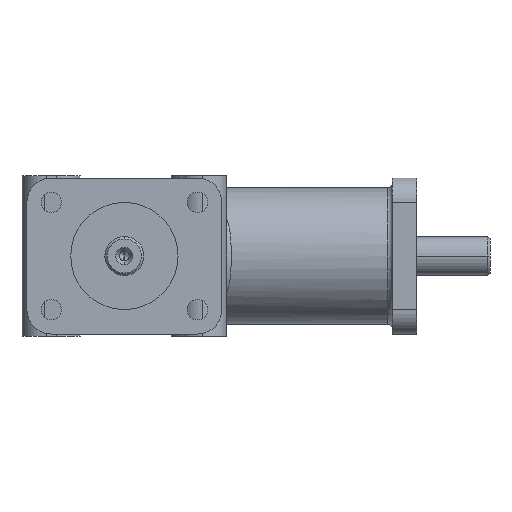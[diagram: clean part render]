
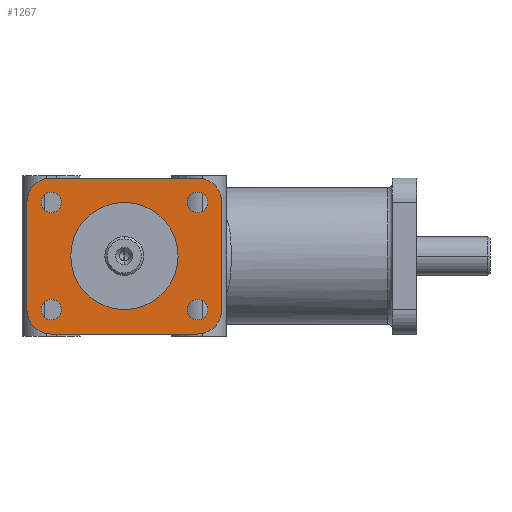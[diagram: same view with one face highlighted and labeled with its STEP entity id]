
A CAD part, left-side view. The second image highlights one B-rep face of the part: STEP entity #1267.
In plain terms, the highlighted planar face has unit normal (-1, 0, 0).
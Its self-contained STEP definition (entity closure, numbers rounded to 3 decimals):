
#1267=ADVANCED_FACE('',(#3187,#3188,#3189,#3190,#3191,#3192),#3193,.T.);
#3187=FACE_OUTER_BOUND('',#7014,.T.);
#3188=FACE_BOUND('',#7015,.T.);
#3189=FACE_BOUND('',#7016,.T.);
#3190=FACE_BOUND('',#7017,.T.);
#3191=FACE_BOUND('',#7018,.T.);
#3192=FACE_BOUND('',#7019,.T.);
#3193=PLANE('',#7020);
#7014=EDGE_LOOP('',(#15765,#15766,#15767,#15768,#15769,#15770,#15771,#15772));
#7015=EDGE_LOOP('',(#15773,#15774,#15775));
#7016=EDGE_LOOP('',(#15776,#15777,#15778));
#7017=EDGE_LOOP('',(#15779,#15780,#15781));
#7018=EDGE_LOOP('',(#15782,#15783,#15784));
#7019=EDGE_LOOP('',(#15785,#15786,#15787));
#7020=AXIS2_PLACEMENT_3D('',#15788,#15789,#15790);
#15765=ORIENTED_EDGE('',*,*,#24177,.T.);
#15766=ORIENTED_EDGE('',*,*,#25380,.T.);
#15767=ORIENTED_EDGE('',*,*,#25381,.T.);
#15768=ORIENTED_EDGE('',*,*,#25382,.T.);
#15769=ORIENTED_EDGE('',*,*,#25383,.T.);
#15770=ORIENTED_EDGE('',*,*,#24922,.T.);
#15771=ORIENTED_EDGE('',*,*,#24964,.T.);
#15772=ORIENTED_EDGE('',*,*,#25384,.T.);
#15773=ORIENTED_EDGE('',*,*,#25385,.F.);
#15774=ORIENTED_EDGE('',*,*,#25386,.F.);
#15775=ORIENTED_EDGE('',*,*,#24215,.F.);
#15776=ORIENTED_EDGE('',*,*,#25387,.F.);
#15777=ORIENTED_EDGE('',*,*,#25388,.F.);
#15778=ORIENTED_EDGE('',*,*,#25389,.F.);
#15779=ORIENTED_EDGE('',*,*,#25390,.F.);
#15780=ORIENTED_EDGE('',*,*,#25391,.F.);
#15781=ORIENTED_EDGE('',*,*,#25392,.F.);
#15782=ORIENTED_EDGE('',*,*,#25393,.F.);
#15783=ORIENTED_EDGE('',*,*,#25394,.F.);
#15784=ORIENTED_EDGE('',*,*,#25395,.F.);
#15785=ORIENTED_EDGE('',*,*,#25396,.T.);
#15786=ORIENTED_EDGE('',*,*,#25397,.T.);
#15787=ORIENTED_EDGE('',*,*,#25398,.T.);
#15788=CARTESIAN_POINT('',(-34.0,0.0,0.));
#15789=DIRECTION('',(-1.0,0.,0.0));
#15790=DIRECTION('',(0.0,0.0,1.0));
#24177=EDGE_CURVE('',#27316,#27317,#27318,.T.);
#24215=EDGE_CURVE('',#27385,#27387,#27388,.T.);
#24922=EDGE_CURVE('',#28641,#28642,#28643,.T.);
#24964=EDGE_CURVE('',#28642,#28713,#28714,.T.);
#25380=EDGE_CURVE('',#27317,#29385,#29386,.T.);
#25381=EDGE_CURVE('',#29385,#29387,#29388,.T.);
#25382=EDGE_CURVE('',#29387,#29389,#29390,.T.);
#25383=EDGE_CURVE('',#29389,#28641,#29391,.T.);
#25384=EDGE_CURVE('',#28713,#27316,#29392,.T.);
#25385=EDGE_CURVE('',#29393,#27385,#29394,.T.);
#25386=EDGE_CURVE('',#27387,#29393,#29395,.T.);
#25387=EDGE_CURVE('',#29396,#29397,#29398,.T.);
#25388=EDGE_CURVE('',#29399,#29396,#29400,.T.);
#25389=EDGE_CURVE('',#29397,#29399,#29401,.T.);
#25390=EDGE_CURVE('',#29402,#29403,#29404,.T.);
#25391=EDGE_CURVE('',#29405,#29402,#29406,.T.);
#25392=EDGE_CURVE('',#29403,#29405,#29407,.T.);
#25393=EDGE_CURVE('',#29408,#29409,#29410,.T.);
#25394=EDGE_CURVE('',#29411,#29408,#29412,.T.);
#25395=EDGE_CURVE('',#29409,#29411,#29413,.T.);
#25396=EDGE_CURVE('',#29414,#29415,#29416,.T.);
#25397=EDGE_CURVE('',#29415,#29417,#29418,.T.);
#25398=EDGE_CURVE('',#29417,#29414,#29419,.T.);
#27316=VERTEX_POINT('',#32227);
#27317=VERTEX_POINT('',#32228);
#27318=LINE('',#32229,#32230);
#27385=VERTEX_POINT('',#32327);
#27387=VERTEX_POINT('',#32330);
#27388=CIRCLE('',#32331,2.1);
#28641=VERTEX_POINT('',#37010);
#28642=VERTEX_POINT('',#37011);
#28643=CIRCLE('',#37012,5.0);
#28713=VERTEX_POINT('',#37176);
#28714=LINE('',#37177,#37178);
#29385=VERTEX_POINT('',#39324);
#29386=CIRCLE('',#39325,5.0);
#29387=VERTEX_POINT('',#39326);
#29388=LINE('',#39327,#39328);
#29389=VERTEX_POINT('',#39329);
#29390=CIRCLE('',#39330,5.0);
#29391=LINE('',#39331,#39332);
#29392=CIRCLE('',#39333,5.0);
#29393=VERTEX_POINT('',#39334);
#29394=CIRCLE('',#39335,2.1);
#29395=CIRCLE('',#39336,2.1);
#29396=VERTEX_POINT('',#39337);
#29397=VERTEX_POINT('',#39338);
#29398=CIRCLE('',#39339,2.1);
#29399=VERTEX_POINT('',#39340);
#29400=CIRCLE('',#39341,2.1);
#29401=CIRCLE('',#39342,2.1);
#29402=VERTEX_POINT('',#39343);
#29403=VERTEX_POINT('',#39344);
#29404=CIRCLE('',#39345,2.1);
#29405=VERTEX_POINT('',#39346);
#29406=CIRCLE('',#39347,2.1);
#29407=CIRCLE('',#39348,2.1);
#29408=VERTEX_POINT('',#39349);
#29409=VERTEX_POINT('',#39350);
#29410=CIRCLE('',#39351,2.1);
#29411=VERTEX_POINT('',#39352);
#29412=CIRCLE('',#39353,2.1);
#29413=CIRCLE('',#39354,2.1);
#29414=VERTEX_POINT('',#39355);
#29415=VERTEX_POINT('',#39356);
#29416=CIRCLE('',#39357,11.0);
#29417=VERTEX_POINT('',#39358);
#29418=CIRCLE('',#39359,11.0);
#29419=CIRCLE('',#39360,11.0);
#32227=CARTESIAN_POINT('',(-34.0,15.0,-16.0));
#32228=CARTESIAN_POINT('',(-34.0,-15.0,-16.0));
#32229=CARTESIAN_POINT('',(-34.0,15.0,-16.0));
#32230=VECTOR('',#47517,1000.0);
#32327=CARTESIAN_POINT('',(-34.0,12.9,-11.0));
#32330=CARTESIAN_POINT('',(-34.0,17.1,-11.0));
#32331=AXIS2_PLACEMENT_3D('',#47549,#47550,#47551);
#37010=CARTESIAN_POINT('',(-34.0,15.0,16.0));
#37011=CARTESIAN_POINT('',(-34.0,20.0,11.0));
#37012=AXIS2_PLACEMENT_3D('',#48143,#48144,#48145);
#37176=CARTESIAN_POINT('',(-34.0,20.0,-11.0));
#37177=CARTESIAN_POINT('',(-34.0,20.0,11.0));
#37178=VECTOR('',#48186,1000.0);
#39324=CARTESIAN_POINT('',(-34.0,-20.0,-11.0));
#39325=AXIS2_PLACEMENT_3D('',#48536,#48537,#48538);
#39326=CARTESIAN_POINT('',(-34.0,-20.0,11.0));
#39327=CARTESIAN_POINT('',(-34.0,-20.0,-11.0));
#39328=VECTOR('',#48539,1000.0);
#39329=CARTESIAN_POINT('',(-34.0,-15.0,16.0));
#39330=AXIS2_PLACEMENT_3D('',#48540,#48541,#48542);
#39331=CARTESIAN_POINT('',(-34.0,-15.0,16.0));
#39332=VECTOR('',#48543,1000.0);
#39333=AXIS2_PLACEMENT_3D('',#48544,#48545,#48546);
#39334=CARTESIAN_POINT('',(-34.0,15.0,-13.1));
#39335=AXIS2_PLACEMENT_3D('',#48547,#48548,#48549);
#39336=AXIS2_PLACEMENT_3D('',#48550,#48551,#48552);
#39337=CARTESIAN_POINT('',(-34.0,-15.0,-13.1));
#39338=CARTESIAN_POINT('',(-34.0,-17.1,-11.0));
#39339=AXIS2_PLACEMENT_3D('',#48553,#48554,#48555);
#39340=CARTESIAN_POINT('',(-34.0,-12.9,-11.0));
#39341=AXIS2_PLACEMENT_3D('',#48556,#48557,#48558);
#39342=AXIS2_PLACEMENT_3D('',#48559,#48560,#48561);
#39343=CARTESIAN_POINT('',(-34.0,-15.0,8.9));
#39344=CARTESIAN_POINT('',(-34.0,-17.1,11.0));
#39345=AXIS2_PLACEMENT_3D('',#48562,#48563,#48564);
#39346=CARTESIAN_POINT('',(-34.0,-12.9,11.0));
#39347=AXIS2_PLACEMENT_3D('',#48565,#48566,#48567);
#39348=AXIS2_PLACEMENT_3D('',#48568,#48569,#48570);
#39349=CARTESIAN_POINT('',(-34.0,15.0,8.9));
#39350=CARTESIAN_POINT('',(-34.0,12.9,11.0));
#39351=AXIS2_PLACEMENT_3D('',#48571,#48572,#48573);
#39352=CARTESIAN_POINT('',(-34.0,17.1,11.0));
#39353=AXIS2_PLACEMENT_3D('',#48574,#48575,#48576);
#39354=AXIS2_PLACEMENT_3D('',#48577,#48578,#48579);
#39355=CARTESIAN_POINT('',(-34.0,-11.0,0.));
#39356=CARTESIAN_POINT('',(-34.0,0.,-11.0));
#39357=AXIS2_PLACEMENT_3D('',#48580,#48581,#48582);
#39358=CARTESIAN_POINT('',(-34.0,0.,11.0));
#39359=AXIS2_PLACEMENT_3D('',#48583,#48584,#48585);
#39360=AXIS2_PLACEMENT_3D('',#48586,#48587,#48588);
#47517=DIRECTION('',(0.0,-1.0,0.0));
#47549=CARTESIAN_POINT('',(-34.0,15.0,-11.0));
#47550=DIRECTION('',(-1.0,0.,-0.0));
#47551=DIRECTION('',(0.0,0.0,-1.0));
#48143=CARTESIAN_POINT('',(-34.0,15.0,11.0));
#48144=DIRECTION('',(-1.0,0.0,0.0));
#48145=DIRECTION('',(0.0,-1.0,0.0));
#48186=DIRECTION('',(0.0,0.0,-1.0));
#48536=CARTESIAN_POINT('',(-34.0,-15.0,-11.0));
#48537=DIRECTION('',(-1.0,0.0,0.0));
#48538=DIRECTION('',(0.0,1.0,0.0));
#48539=DIRECTION('',(0.0,0.,1.0));
#48540=CARTESIAN_POINT('',(-34.0,-15.0,11.0));
#48541=DIRECTION('',(-1.0,0.0,0.0));
#48542=DIRECTION('',(0.0,1.0,0.0));
#48543=DIRECTION('',(0.0,1.0,0.0));
#48544=CARTESIAN_POINT('',(-34.0,15.0,-11.0));
#48545=DIRECTION('',(-1.0,0.0,0.0));
#48546=DIRECTION('',(0.0,1.0,0.0));
#48547=CARTESIAN_POINT('',(-34.0,15.0,-11.0));
#48548=DIRECTION('',(-1.0,0.,-0.0));
#48549=DIRECTION('',(0.0,0.0,-1.0));
#48550=CARTESIAN_POINT('',(-34.0,15.0,-11.0));
#48551=DIRECTION('',(-1.0,0.,-0.0));
#48552=DIRECTION('',(0.0,0.0,-1.0));
#48553=CARTESIAN_POINT('',(-34.0,-15.0,-11.0));
#48554=DIRECTION('',(-1.0,0.,-0.0));
#48555=DIRECTION('',(0.0,0.0,-1.0));
#48556=CARTESIAN_POINT('',(-34.0,-15.0,-11.0));
#48557=DIRECTION('',(-1.0,0.,-0.0));
#48558=DIRECTION('',(0.0,0.0,-1.0));
#48559=CARTESIAN_POINT('',(-34.0,-15.0,-11.0));
#48560=DIRECTION('',(-1.0,0.,-0.0));
#48561=DIRECTION('',(0.0,0.0,-1.0));
#48562=CARTESIAN_POINT('',(-34.0,-15.0,11.0));
#48563=DIRECTION('',(-1.0,0.,-0.0));
#48564=DIRECTION('',(0.0,0.0,-1.0));
#48565=CARTESIAN_POINT('',(-34.0,-15.0,11.0));
#48566=DIRECTION('',(-1.0,0.,-0.0));
#48567=DIRECTION('',(0.0,0.0,-1.0));
#48568=CARTESIAN_POINT('',(-34.0,-15.0,11.0));
#48569=DIRECTION('',(-1.0,0.,-0.0));
#48570=DIRECTION('',(0.0,0.0,-1.0));
#48571=CARTESIAN_POINT('',(-34.0,15.0,11.0));
#48572=DIRECTION('',(-1.0,0.,-0.0));
#48573=DIRECTION('',(0.0,0.0,-1.0));
#48574=CARTESIAN_POINT('',(-34.0,15.0,11.0));
#48575=DIRECTION('',(-1.0,0.,-0.0));
#48576=DIRECTION('',(0.0,0.0,-1.0));
#48577=CARTESIAN_POINT('',(-34.0,15.0,11.0));
#48578=DIRECTION('',(-1.0,0.,-0.0));
#48579=DIRECTION('',(0.0,0.0,-1.0));
#48580=CARTESIAN_POINT('',(-34.0,0.0,0.));
#48581=DIRECTION('',(1.0,0.0,0.0));
#48582=DIRECTION('',(0.0,-1.0,0.0));
#48583=CARTESIAN_POINT('',(-34.0,0.0,0.));
#48584=DIRECTION('',(1.0,0.0,0.0));
#48585=DIRECTION('',(0.0,-1.0,0.0));
#48586=CARTESIAN_POINT('',(-34.0,0.0,0.));
#48587=DIRECTION('',(1.0,0.0,0.0));
#48588=DIRECTION('',(0.0,-1.0,0.0));
